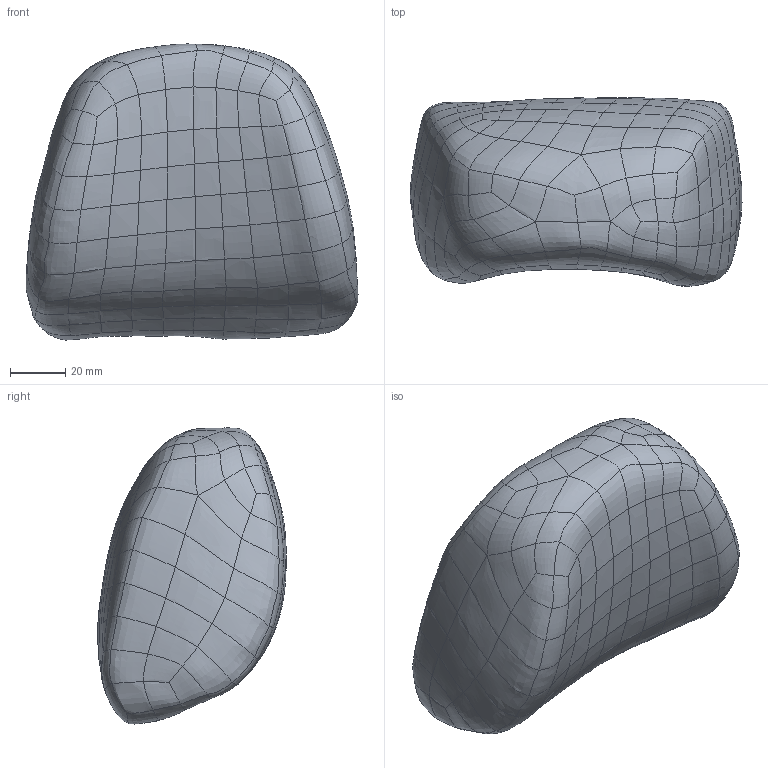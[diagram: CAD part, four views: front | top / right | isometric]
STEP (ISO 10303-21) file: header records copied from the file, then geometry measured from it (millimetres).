
FILE_DESCRIPTION(('STEP AP214'),'1');
FILE_NAME('Default.stp','2018-04-02T11:36:12',(' '),(' '),'Spatial InterOp 3D',' ',' ');
FILE_SCHEMA(('AUTOMOTIVE_DESIGN { 1 0 10303 214 1 1 1 1 }'));
Length unit declared in the file: millimetre
Products named in the file (1): 1
Bounding box: 120.17 x 68.25 x 107.16 mm (x, y, z)
Volume: 533083.3 mm3; surface area: 36443.1 mm2
Topology: 1 solids, 1 shells, 266 faces, 532 edges, 268 vertices
Faces by surface type: bspline 266
Entity records: 59000 total; most frequent: CARTESIAN_POINT 55518, ORIENTED_EDGE 1064, EDGE_CURVE 532, B_SPLINE_CURVE_WITH_KNOTS 532, VERTEX_POINT 268, ADVANCED_FACE 266, FACE_OUTER_BOUND 266, B_SPLINE_SURFACE_WITH_KNOTS 266
